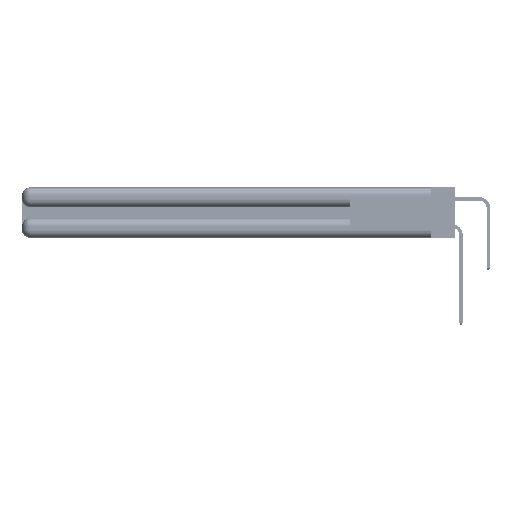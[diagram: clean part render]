
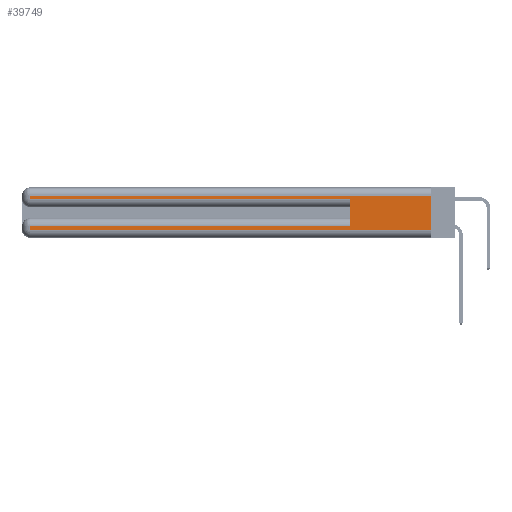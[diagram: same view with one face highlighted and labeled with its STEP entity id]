
A CAD part, left-side view. The second image highlights one B-rep face of the part: STEP entity #39749.
In plain terms, the highlighted planar face has unit normal (-1, 0, 0).
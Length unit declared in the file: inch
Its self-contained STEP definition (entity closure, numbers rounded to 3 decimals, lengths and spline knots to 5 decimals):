
#2728 = DIRECTION ( 'NONE',  ( 0., 0., -1. ) ) ;
#2742 = CARTESIAN_POINT ( 'NONE',  ( 0., 2.94, 0.06 ) ) ;
#4471 = LINE ( 'NONE', #35709, #42909 ) ;
#4698 = DIRECTION ( 'NONE',  ( 0., 1., 0. ) ) ;
#4886 = EDGE_LOOP ( 'NONE', ( #28879, #6101, #31379, #35597, #23450, #24756, #22272, #17728 ) ) ;
#6101 = ORIENTED_EDGE ( 'NONE', *, *, #17290, .T. ) ;
#6520 = VERTEX_POINT ( 'NONE', #11174 ) ;
#11174 = CARTESIAN_POINT ( 'NONE',  ( 0., 0., 0.06 ) ) ;
#11291 = VERTEX_POINT ( 'NONE', #52760 ) ;
#12880 = LINE ( 'NONE', #28894, #50658 ) ;
#13475 = EDGE_CURVE ( 'NONE', #43610, #6520, #29921, .T. ) ;
#13665 = EDGE_CURVE ( 'NONE', #14986, #21224, #4471, .T. ) ;
#14836 = CARTESIAN_POINT ( 'NONE',  ( 0., 0., 0.06 ) ) ;
#14986 = VERTEX_POINT ( 'NONE', #26660 ) ;
#14994 = PLANE ( 'NONE',  #55966 ) ;
#15352 = EDGE_CURVE ( 'NONE', #11291, #24578, #12880, .T. ) ;
#16958 = FACE_OUTER_BOUND ( 'NONE', #4886, .T. ) ;
#17290 = EDGE_CURVE ( 'NONE', #43610, #23020, #53172, .T. ) ;
#17728 = ORIENTED_EDGE ( 'NONE', *, *, #27209, .T. ) ;
#18010 = LINE ( 'NONE', #35777, #23561 ) ;
#18307 = DIRECTION ( 'NONE',  ( 0., 1., 0. ) ) ;
#19460 = DIRECTION ( 'NONE',  ( 1., 0., 0. ) ) ;
#21224 = VERTEX_POINT ( 'NONE', #2742 ) ;
#22272 = ORIENTED_EDGE ( 'NONE', *, *, #13665, .T. ) ;
#23020 = VERTEX_POINT ( 'NONE', #39966 ) ;
#23065 = DIRECTION ( 'NONE',  ( 0., 0., 1. ) ) ;
#23450 = ORIENTED_EDGE ( 'NONE', *, *, #51559, .F. ) ;
#23561 = VECTOR ( 'NONE', #4698, 39.37008 ) ;
#24578 = VERTEX_POINT ( 'NONE', #41895 ) ;
#24756 = ORIENTED_EDGE ( 'NONE', *, *, #45459, .T. ) ;
#25112 = CARTESIAN_POINT ( 'NONE',  ( 0., 0., 0.37 ) ) ;
#26660 = CARTESIAN_POINT ( 'NONE',  ( 0., 2.94, 0.085 ) ) ;
#26968 = DIRECTION ( 'NONE',  ( 0., 0., -1. ) ) ;
#27209 = EDGE_CURVE ( 'NONE', #21224, #6520, #44166, .T. ) ;
#28072 = CARTESIAN_POINT ( 'NONE',  ( 0., 0., 0.31 ) ) ;
#28879 = ORIENTED_EDGE ( 'NONE', *, *, #13475, .F. ) ;
#28894 = CARTESIAN_POINT ( 'NONE',  ( 0., 0., 0.285 ) ) ;
#29469 = LINE ( 'NONE', #49681, #55530 ) ;
#29921 = LINE ( 'NONE', #25112, #55313 ) ;
#31094 = VERTEX_POINT ( 'NONE', #47317 ) ;
#31379 = ORIENTED_EDGE ( 'NONE', *, *, #41850, .T. ) ;
#31475 = CARTESIAN_POINT ( 'NONE',  ( 0., 0.6, 0.145 ) ) ;
#35597 = ORIENTED_EDGE ( 'NONE', *, *, #15352, .T. ) ;
#35709 = CARTESIAN_POINT ( 'NONE',  ( 0., 2.94, 0.37 ) ) ;
#35777 = CARTESIAN_POINT ( 'NONE',  ( 0., 0., 0.085 ) ) ;
#36639 = DIRECTION ( 'NONE',  ( 0., 0., -1. ) ) ;
#39749 = ADVANCED_FACE ( 'NONE', ( #16958 ), #14994, .F. ) ;
#39966 = CARTESIAN_POINT ( 'NONE',  ( 0., 2.94, 0.31 ) ) ;
#40188 = VECTOR ( 'NONE', #23065, 39.37008 ) ;
#41566 = LINE ( 'NONE', #31475, #40188 ) ;
#41850 = EDGE_CURVE ( 'NONE', #23020, #11291, #29469, .T. ) ;
#41895 = CARTESIAN_POINT ( 'NONE',  ( 0., 0.6, 0.285 ) ) ;
#42909 = VECTOR ( 'NONE', #26968, 39.37008 ) ;
#43610 = VERTEX_POINT ( 'NONE', #28072 ) ;
#44166 = LINE ( 'NONE', #14836, #48886 ) ;
#45459 = EDGE_CURVE ( 'NONE', #31094, #14986, #18010, .T. ) ;
#45655 = CARTESIAN_POINT ( 'NONE',  ( 0., 0., 0.37 ) ) ;
#47317 = CARTESIAN_POINT ( 'NONE',  ( 0., 0.6, 0.085 ) ) ;
#48886 = VECTOR ( 'NONE', #50708, 39.37008 ) ;
#49524 = CARTESIAN_POINT ( 'NONE',  ( 0., 0., 0.31 ) ) ;
#49681 = CARTESIAN_POINT ( 'NONE',  ( 0., 2.94, 0.37 ) ) ;
#49763 = VECTOR ( 'NONE', #18307, 39.37008 ) ;
#50092 = DIRECTION ( 'NONE',  ( 0., 0., -1. ) ) ;
#50658 = VECTOR ( 'NONE', #50907, 39.37008 ) ;
#50708 = DIRECTION ( 'NONE',  ( 0., -1., 0. ) ) ;
#50907 = DIRECTION ( 'NONE',  ( 0., -1., 0. ) ) ;
#51559 = EDGE_CURVE ( 'NONE', #31094, #24578, #41566, .T. ) ;
#52760 = CARTESIAN_POINT ( 'NONE',  ( 0., 2.94, 0.285 ) ) ;
#53172 = LINE ( 'NONE', #49524, #49763 ) ;
#55313 = VECTOR ( 'NONE', #2728, 39.37008 ) ;
#55530 = VECTOR ( 'NONE', #36639, 39.37008 ) ;
#55966 = AXIS2_PLACEMENT_3D ( 'NONE', #45655, #19460, #50092 ) ;
